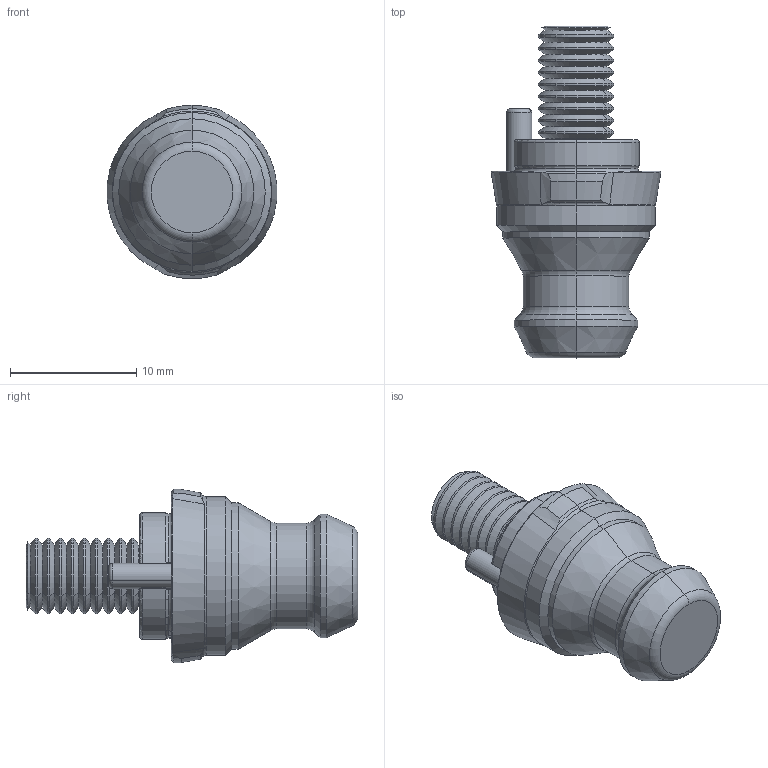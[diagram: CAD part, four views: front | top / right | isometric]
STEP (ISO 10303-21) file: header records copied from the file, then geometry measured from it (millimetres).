
FILE_DESCRIPTION (( 'STEP AP214' ), '1' );
FILE_NAME ('隅砃嶺隊蚾饜.STEP', '2020-12-09T10:06:43', ( '' ), ( '' ), 'SwSTEP 2.0', 'SolidWorks 2018', '' );
FILE_SCHEMA (( 'AUTOMOTIVE_DESIGN' ));
Length unit declared in the file: millimetre
Products named in the file (1): 隅砃嶺隊蚾饜
Bounding box: 13.46 x 26.3 x 13.72 mm (x, y, z)
Volume: 1685.1 mm3; surface area: 1128.8 mm2
Topology: 2 solids, 2 shells, 291 faces, 759 edges, 484 vertices
Faces by surface type: plane 93, bspline 73, cone 66, cylinder 38, torus 21
Entity records: 15521 total; most frequent: CARTESIAN_POINT 5555, ORIENTED_EDGE 1518, DIRECTION 1228, EDGE_CURVE 759, VERTEX_POINT 484, AXIS2_PLACEMENT_3D 422, VECTOR 384, LINE 384
